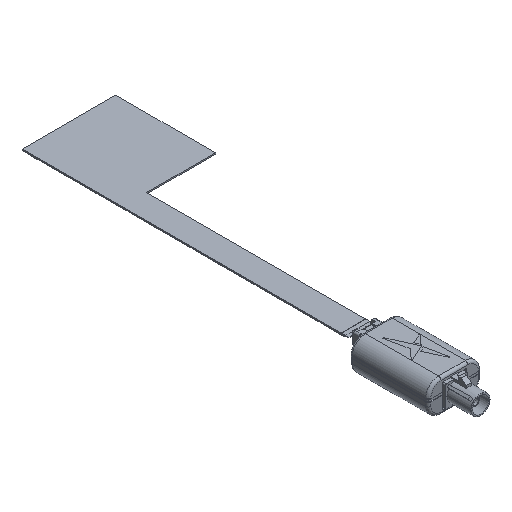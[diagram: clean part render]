
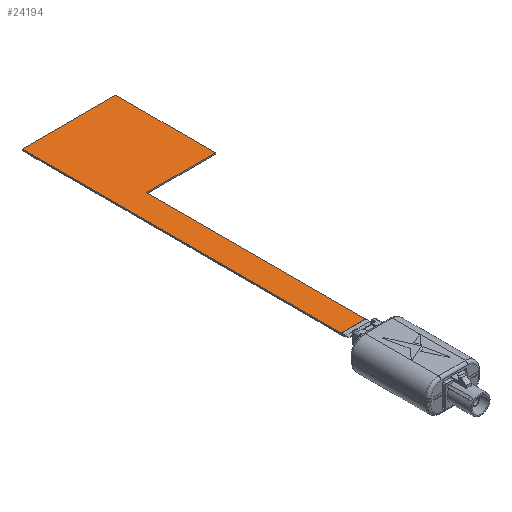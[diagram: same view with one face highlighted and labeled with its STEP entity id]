
A CAD part, isometric view. The second image highlights one B-rep face of the part: STEP entity #24194.
In plain terms, the highlighted planar face has unit normal (0, 0, 1).
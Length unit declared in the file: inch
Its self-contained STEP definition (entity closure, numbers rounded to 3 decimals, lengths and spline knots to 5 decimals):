
#154 = VECTOR ( 'NONE', #33525, 39.37008 ) ;
#1013 = VERTEX_POINT ( 'NONE', #54852 ) ;
#2708 = CARTESIAN_POINT ( 'NONE',  ( 0., 0., 0.00709 ) ) ;
#3417 = VERTEX_POINT ( 'NONE', #47785 ) ;
#4626 = LINE ( 'NONE', #19313, #12507 ) ;
#4749 = CARTESIAN_POINT ( 'NONE',  ( 1.67343, 0.56523, 0.00709 ) ) ;
#5920 = LINE ( 'NONE', #57399, #20686 ) ;
#6018 = CARTESIAN_POINT ( 'NONE',  ( 2.73287, 3.9315, 0.00709 ) ) ;
#7427 = LINE ( 'NONE', #24881, #35479 ) ;
#7904 = DIRECTION ( 'NONE',  ( -1., 0., 0. ) ) ;
#10115 = DIRECTION ( 'NONE',  ( 0., 1., 0. ) ) ;
#12507 = VECTOR ( 'NONE', #43703, 39.37008 ) ;
#12705 = LINE ( 'NONE', #43508, #154 ) ;
#12763 = VECTOR ( 'NONE', #54942, 39.37008 ) ;
#13761 = VERTEX_POINT ( 'NONE', #4749 ) ;
#14490 = ORIENTED_EDGE ( 'NONE', *, *, #32254, .F. ) ;
#19313 = CARTESIAN_POINT ( 'NONE',  ( 2.73287, 5.46693, 0.00709 ) ) ;
#20626 = EDGE_CURVE ( 'NONE', #13761, #41828, #12705, .T. ) ;
#20686 = VECTOR ( 'NONE', #7904, 39.37008 ) ;
#24194 = ADVANCED_FACE ( 'NONE', ( #43661 ), #32157, .T. ) ;
#24881 = CARTESIAN_POINT ( 'NONE',  ( 1.29547, 0., 0.00709 ) ) ;
#25227 = CARTESIAN_POINT ( 'NONE',  ( 1.67343, 0.56523, 0.00709 ) ) ;
#27167 = DIRECTION ( 'NONE',  ( 1., 0., 0. ) ) ;
#28112 = EDGE_LOOP ( 'NONE', ( #36671, #44307, #63330, #62219, #14490, #39349 ) ) ;
#28393 = VERTEX_POINT ( 'NONE', #35616 ) ;
#32157 = PLANE ( 'NONE',  #59122 ) ;
#32254 = EDGE_CURVE ( 'NONE', #28393, #3417, #4626, .T. ) ;
#33525 = DIRECTION ( 'NONE',  ( 0., 1., 0. ) ) ;
#34883 = EDGE_CURVE ( 'NONE', #1013, #41828, #5920, .T. ) ;
#35479 = VECTOR ( 'NONE', #10115, 39.37008 ) ;
#35616 = CARTESIAN_POINT ( 'NONE',  ( 1.29547, 5.46693, 0.00709 ) ) ;
#36671 = ORIENTED_EDGE ( 'NONE', *, *, #64050, .F. ) ;
#39349 = ORIENTED_EDGE ( 'NONE', *, *, #52485, .F. ) ;
#40640 = DIRECTION ( 'NONE',  ( 0., -1., 0. ) ) ;
#41802 = CARTESIAN_POINT ( 'NONE',  ( 1.29547, 0.56523, 0.00709 ) ) ;
#41828 = VERTEX_POINT ( 'NONE', #45484 ) ;
#43508 = CARTESIAN_POINT ( 'NONE',  ( 1.67343, 0., 0.00709 ) ) ;
#43661 = FACE_OUTER_BOUND ( 'NONE', #28112, .T. ) ;
#43703 = DIRECTION ( 'NONE',  ( 1., 0., 0. ) ) ;
#44307 = ORIENTED_EDGE ( 'NONE', *, *, #20626, .T. ) ;
#44706 = LINE ( 'NONE', #6018, #46279 ) ;
#45484 = CARTESIAN_POINT ( 'NONE',  ( 1.67343, 3.9315, 0.00709 ) ) ;
#46279 = VECTOR ( 'NONE', #40640, 39.37008 ) ;
#47785 = CARTESIAN_POINT ( 'NONE',  ( 2.73287, 5.46693, 0.00709 ) ) ;
#52485 = EDGE_CURVE ( 'NONE', #61323, #28393, #7427, .T. ) ;
#54476 = EDGE_CURVE ( 'NONE', #3417, #1013, #44706, .T. ) ;
#54852 = CARTESIAN_POINT ( 'NONE',  ( 2.73287, 3.9315, 0.00709 ) ) ;
#54942 = DIRECTION ( 'NONE',  ( -1., 0., 0. ) ) ;
#56298 = LINE ( 'NONE', #25227, #12763 ) ;
#56606 = DIRECTION ( 'NONE',  ( 0., 0., 1. ) ) ;
#57399 = CARTESIAN_POINT ( 'NONE',  ( 0., 3.9315, 0.00709 ) ) ;
#59122 = AXIS2_PLACEMENT_3D ( 'NONE', #2708, #56606, #27167 ) ;
#61323 = VERTEX_POINT ( 'NONE', #41802 ) ;
#62219 = ORIENTED_EDGE ( 'NONE', *, *, #54476, .F. ) ;
#63330 = ORIENTED_EDGE ( 'NONE', *, *, #34883, .F. ) ;
#64050 = EDGE_CURVE ( 'NONE', #13761, #61323, #56298, .T. ) ;
